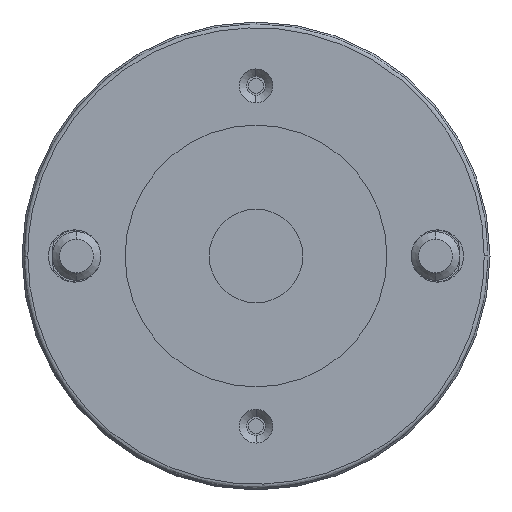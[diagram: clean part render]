
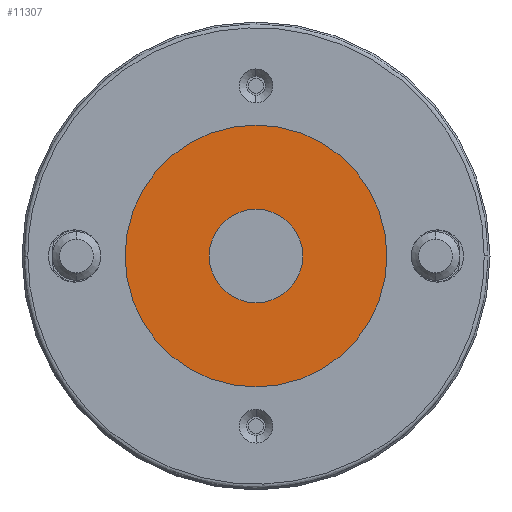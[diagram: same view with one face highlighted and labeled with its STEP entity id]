
A CAD part, front view. The second image highlights one B-rep face of the part: STEP entity #11307.
In plain terms, the highlighted planar face has unit normal (0, -1, 0).
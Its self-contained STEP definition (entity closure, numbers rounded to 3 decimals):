
#195 = CARTESIAN_POINT ( 'NONE',  ( 0., -3.5, 0. ) ) ;
#597 = VERTEX_POINT ( 'NONE', #4460 ) ;
#1097 = AXIS2_PLACEMENT_3D ( 'NONE', #2218, #10075, #3370 ) ;
#1287 = DIRECTION ( 'NONE',  ( 0., 0., -1. ) ) ;
#1577 = EDGE_LOOP ( 'NONE', ( #2542, #4755 ) ) ;
#1999 = CIRCLE ( 'NONE', #2811, 35. ) ;
#2218 = CARTESIAN_POINT ( 'NONE',  ( 0., -3.5, 35. ) ) ;
#2542 = ORIENTED_EDGE ( 'NONE', *, *, #11378, .T. ) ;
#2811 = AXIS2_PLACEMENT_3D ( 'NONE', #4498, #12330, #5596 ) ;
#3221 = CARTESIAN_POINT ( 'NONE',  ( 0., -3.5, 12.5 ) ) ;
#3233 = FACE_BOUND ( 'NONE', #7197, .T. ) ;
#3312 = CARTESIAN_POINT ( 'NONE',  ( 0., -3.5, 0. ) ) ;
#3370 = DIRECTION ( 'NONE',  ( 0., 0., 1. ) ) ;
#3847 = EDGE_CURVE ( 'NONE', #597, #8353, #1999, .T. ) ;
#4411 = CARTESIAN_POINT ( 'NONE',  ( 0., -3.5, 0. ) ) ;
#4422 = DIRECTION ( 'NONE',  ( 0., 0., -1. ) ) ;
#4460 = CARTESIAN_POINT ( 'NONE',  ( 0., -3.5, 35. ) ) ;
#4498 = CARTESIAN_POINT ( 'NONE',  ( 0., -3.5, 0. ) ) ;
#4755 = ORIENTED_EDGE ( 'NONE', *, *, #3847, .T. ) ;
#4841 = ORIENTED_EDGE ( 'NONE', *, *, #7685, .F. ) ;
#5504 = DIRECTION ( 'NONE',  ( 0., 0., -1. ) ) ;
#5596 = DIRECTION ( 'NONE',  ( 0., 0., -1. ) ) ;
#5737 = CIRCLE ( 'NONE', #14089, 12.5 ) ;
#6138 = ORIENTED_EDGE ( 'NONE', *, *, #7020, .F. ) ;
#6160 = FACE_OUTER_BOUND ( 'NONE', #1577, .T. ) ;
#6393 = CARTESIAN_POINT ( 'NONE',  ( 0., -3.5, -12.5 ) ) ;
#6687 = AXIS2_PLACEMENT_3D ( 'NONE', #195, #7971, #1287 ) ;
#7020 = EDGE_CURVE ( 'NONE', #11757, #9073, #9426, .T. ) ;
#7197 = EDGE_LOOP ( 'NONE', ( #4841, #6138 ) ) ;
#7685 = EDGE_CURVE ( 'NONE', #9073, #11757, #5737, .T. ) ;
#7971 = DIRECTION ( 'NONE',  ( 0., -1., 0. ) ) ;
#8353 = VERTEX_POINT ( 'NONE', #12780 ) ;
#9073 = VERTEX_POINT ( 'NONE', #6393 ) ;
#9426 = CIRCLE ( 'NONE', #9642, 12.5 ) ;
#9642 = AXIS2_PLACEMENT_3D ( 'NONE', #4411, #12246, #5504 ) ;
#10075 = DIRECTION ( 'NONE',  ( 0., 1., 0. ) ) ;
#11128 = DIRECTION ( 'NONE',  ( 0., -1., 0. ) ) ;
#11307 = ADVANCED_FACE ( 'NONE', ( #6160, #3233 ), #12262, .F. ) ;
#11378 = EDGE_CURVE ( 'NONE', #8353, #597, #12678, .T. ) ;
#11757 = VERTEX_POINT ( 'NONE', #3221 ) ;
#12246 = DIRECTION ( 'NONE',  ( 0., -1., 0. ) ) ;
#12262 = PLANE ( 'NONE',  #1097 ) ;
#12330 = DIRECTION ( 'NONE',  ( 0., -1., 0. ) ) ;
#12678 = CIRCLE ( 'NONE', #6687, 35. ) ;
#12780 = CARTESIAN_POINT ( 'NONE',  ( 0., -3.5, -35. ) ) ;
#14089 = AXIS2_PLACEMENT_3D ( 'NONE', #3312, #11128, #4422 ) ;
